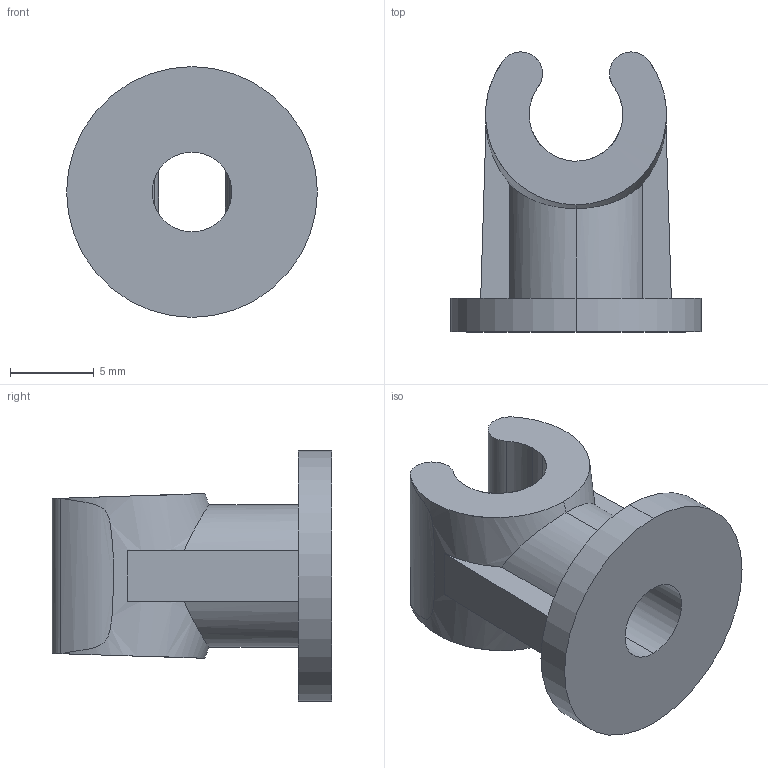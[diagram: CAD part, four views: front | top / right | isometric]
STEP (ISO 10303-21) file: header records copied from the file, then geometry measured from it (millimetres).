
FILE_DESCRIPTION (( 'STEP AP214' ), '1' );
FILE_NAME ('2140063.stp', '2016-08-16T12:13:27', ( '' ), ( '' ), 'SwSTEP 2.0', 'SolidWorks 2014', '' );
FILE_SCHEMA (( 'AUTOMOTIVE_DESIGN' ));
Length unit declared in the file: millimetre
Products named in the file (1): 2140063
Bounding box: 15 x 16.73 x 15 mm (x, y, z)
Volume: 1094.8 mm3; surface area: 1194.2 mm2
Topology: 1 solids, 1 shells, 37 faces, 121 edges, 87 vertices
Faces by surface type: cylinder 19, plane 10, bspline 8
Entity records: 2079 total; most frequent: CARTESIAN_POINT 1155, ORIENTED_EDGE 242, EDGE_CURVE 121, DIRECTION 108, VERTEX_POINT 87, B_SPLINE_CURVE_WITH_KNOTS 70, AXIS2_PLACEMENT_3D 41, EDGE_LOOP 40
